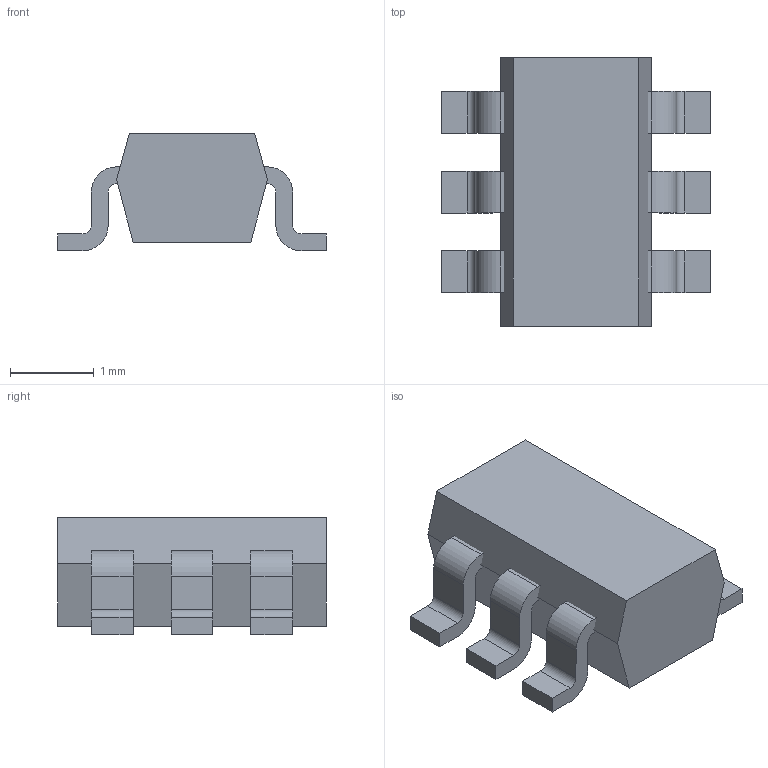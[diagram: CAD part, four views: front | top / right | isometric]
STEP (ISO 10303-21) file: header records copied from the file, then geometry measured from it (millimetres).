
FILE_DESCRIPTION (( 'STEP AP214' ), '1' );
FILE_NAME ('SOT23-6.STEP', '2011-11-26T21:10:41', ( '' ), ( '' ), 'SwSTEP 2.0', 'SolidWorks 2011', '' );
FILE_SCHEMA (( 'AUTOMOTIVE_DESIGN' ));
Length unit declared in the file: millimetre
Products named in the file (3): SOT-PIN_Default; SOT-CASE_Default; SOT23-6
Assembly tree (7 placements, depth 2):
  SOT23-6
    SOT-PIN_Default  x6
    SOT-CASE_Default
Bounding box: 3.2 x 3.2 x 1.4 mm (x, y, z)
Volume: 8.1 mm3; surface area: 42 mm2
Topology: 7 solids, 7 shells, 92 faces, 234 edges, 156 vertices
Faces by surface type: plane 68, cylinder 24
Entity records: 884 total; most frequent: DIRECTION 126, CARTESIAN_POINT 122, ORIENTED_EDGE 108, EDGE_CURVE 54, LINE 46, VECTOR 46, AXIS2_PLACEMENT_3D 40, VERTEX_POINT 36
